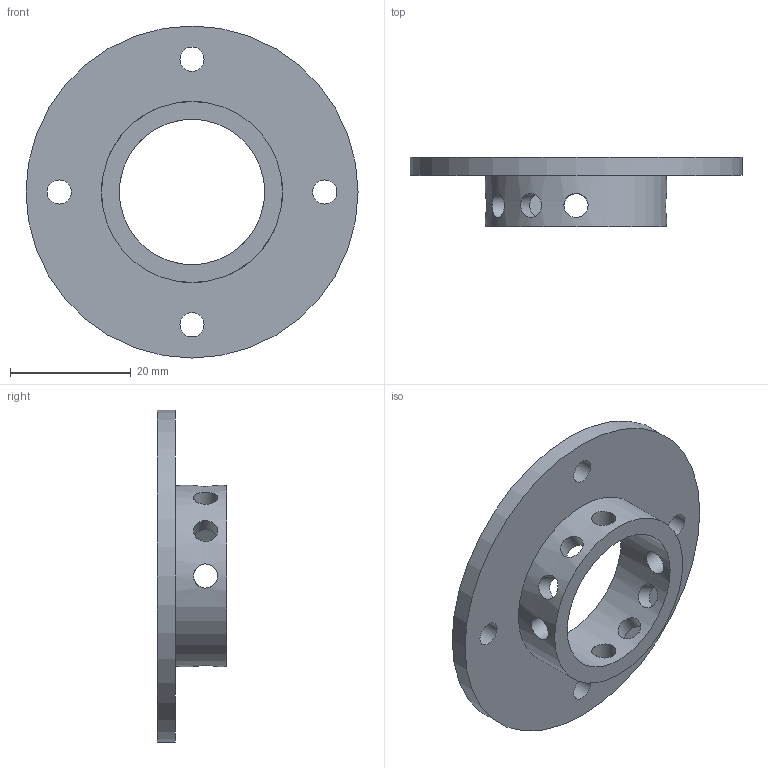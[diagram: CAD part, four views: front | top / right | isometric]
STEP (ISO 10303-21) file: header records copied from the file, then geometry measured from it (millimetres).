
FILE_DESCRIPTION(/* description */ (''),/* implementation_level */ '2;1');
FILE_NAME(/* name */ 'Flange.step',/* time_stamp */ '2023-07-30T19:14:09+08:00',/* author */ (''),/* organization */ (''),/* preprocessor_version */ 'ST-DEVELOPER v19.2',/* originating_system */ 'Autodesk Translation Framework v11.17.0.187',/* authorisation */ '');
FILE_SCHEMA (('AUTOMOTIVE_DESIGN { 1 0 10303 214 3 1 1 }'));
Length unit declared in the file: millimetre
Products named in the file (1): Flange
Bounding box: 55 x 11.5 x 55 mm (x, y, z)
Volume: 7441.7 mm3; surface area: 6176.4 mm2
Topology: 1 solids, 1 shells, 18 faces, 65 edges, 48 vertices
Faces by surface type: cylinder 15, plane 3
Full cylindrical faces by diameter (mm): 4 x12, 24.1 x1, 30 x1, 55 x1
Entity records: 1278 total; most frequent: CARTESIAN_POINT 678, ORIENTED_EDGE 130, DIRECTION 83, EDGE_CURVE 65, VERTEX_POINT 48, EDGE_LOOP 43, B_SPLINE_CURVE_WITH_KNOTS 34, AXIS2_PLACEMENT_3D 33
